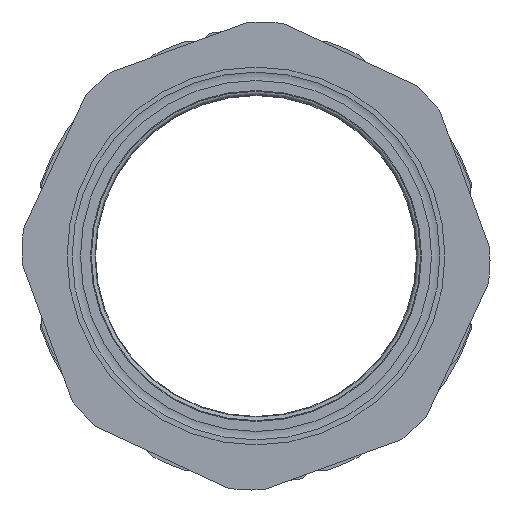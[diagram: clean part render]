
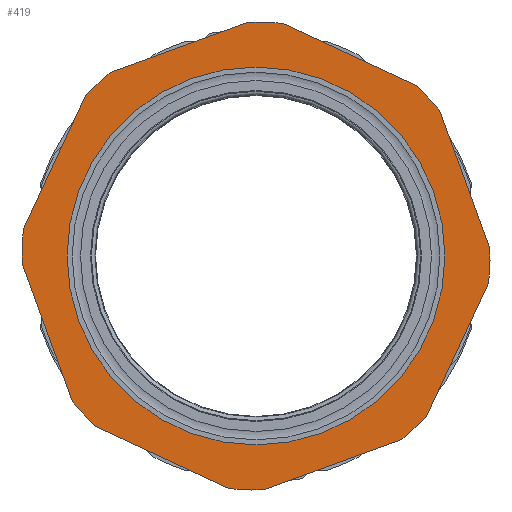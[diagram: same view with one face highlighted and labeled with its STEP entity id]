
A CAD part, front view. The second image highlights one B-rep face of the part: STEP entity #419.
In plain terms, the highlighted planar face has unit normal (0, -1, 0).
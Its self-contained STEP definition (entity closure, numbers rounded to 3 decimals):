
#419=ADVANCED_FACE('',(#1442,#1444),#1446,.T.);
#1442=FACE_BOUND('',#1443,.T.);
#1443=EDGE_LOOP('',(#2265,#2266,#2267,#2268,#2269,#2270,#2271,#2272,#2273,#2274,
#2275,#2276,#2277,#2278,#2279,#2280));
#1444=FACE_BOUND('',#1445,.T.);
#1445=EDGE_LOOP('',(#2281));
#1446=PLANE('',#1447);
#1447=AXIS2_PLACEMENT_3D('',#1448,#1449,#1450);
#1448=CARTESIAN_POINT('',(0.,-38.558,0.));
#1449=DIRECTION('',(0.,-1.,0.));
#1450=DIRECTION('',(-0.342,0.,0.94));
#2265=ORIENTED_EDGE('',*,*,#2744,.T.);
#2266=ORIENTED_EDGE('',*,*,#2719,.T.);
#2267=ORIENTED_EDGE('',*,*,#2745,.T.);
#2268=ORIENTED_EDGE('',*,*,#2741,.T.);
#2269=ORIENTED_EDGE('',*,*,#2746,.T.);
#2270=ORIENTED_EDGE('',*,*,#2737,.T.);
#2271=ORIENTED_EDGE('',*,*,#2747,.T.);
#2272=ORIENTED_EDGE('',*,*,#2733,.T.);
#2273=ORIENTED_EDGE('',*,*,#2748,.T.);
#2274=ORIENTED_EDGE('',*,*,#2729,.T.);
#2275=ORIENTED_EDGE('',*,*,#2749,.T.);
#2276=ORIENTED_EDGE('',*,*,#2725,.T.);
#2277=ORIENTED_EDGE('',*,*,#2750,.T.);
#2278=ORIENTED_EDGE('',*,*,#2721,.T.);
#2279=ORIENTED_EDGE('',*,*,#2751,.T.);
#2280=ORIENTED_EDGE('',*,*,#2713,.T.);
#2281=ORIENTED_EDGE('',*,*,#2752,.F.);
#2713=EDGE_CURVE('',#3024,#3022,#3025,.T.);
#2719=EDGE_CURVE('',#3029,#3034,#3036,.T.);
#2721=EDGE_CURVE('',#3040,#3038,#3041,.T.);
#2725=EDGE_CURVE('',#3048,#3046,#3049,.T.);
#2729=EDGE_CURVE('',#3056,#3054,#3057,.T.);
#2733=EDGE_CURVE('',#3064,#3062,#3065,.T.);
#2737=EDGE_CURVE('',#3072,#3070,#3073,.T.);
#2741=EDGE_CURVE('',#3080,#3078,#3081,.T.);
#2744=EDGE_CURVE('',#3022,#3029,#3085,.T.);
#2745=EDGE_CURVE('',#3034,#3080,#3086,.T.);
#2746=EDGE_CURVE('',#3078,#3072,#3087,.T.);
#2747=EDGE_CURVE('',#3070,#3064,#3088,.T.);
#2748=EDGE_CURVE('',#3062,#3056,#3089,.T.);
#2749=EDGE_CURVE('',#3054,#3048,#3090,.T.);
#2750=EDGE_CURVE('',#3046,#3040,#3091,.T.);
#2751=EDGE_CURVE('',#3038,#3024,#3092,.T.);
#2752=EDGE_CURVE('',#3093,#3093,#3094,.T.);
#3022=VERTEX_POINT('',#3629);
#3024=VERTEX_POINT('',#3633);
#3025=CIRCLE('',#3634,70.);
#3029=VERTEX_POINT('',#3646);
#3034=VERTEX_POINT('',#3656);
#3036=CIRCLE('',#3660,70.);
#3038=VERTEX_POINT('',#3665);
#3040=VERTEX_POINT('',#3669);
#3041=CIRCLE('',#3670,70.);
#3046=VERTEX_POINT('',#3683);
#3048=VERTEX_POINT('',#3687);
#3049=CIRCLE('',#3688,70.);
#3054=VERTEX_POINT('',#3701);
#3056=VERTEX_POINT('',#3705);
#3057=CIRCLE('',#3706,70.);
#3062=VERTEX_POINT('',#3719);
#3064=VERTEX_POINT('',#3723);
#3065=CIRCLE('',#3724,70.);
#3070=VERTEX_POINT('',#3737);
#3072=VERTEX_POINT('',#3741);
#3073=CIRCLE('',#3742,70.);
#3078=VERTEX_POINT('',#3755);
#3080=VERTEX_POINT('',#3759);
#3081=CIRCLE('',#3760,70.);
#3085=LINE('',#3772,#3773);
#3086=LINE('',#3775,#3776);
#3087=LINE('',#3778,#3779);
#3088=LINE('',#3781,#3782);
#3089=LINE('',#3784,#3785);
#3090=LINE('',#3787,#3788);
#3091=LINE('',#3790,#3791);
#3092=LINE('',#3793,#3794);
#3093=VERTEX_POINT('',#3796);
#3094=CIRCLE('',#3797,56.5);
#3629=CARTESIAN_POINT('',(-2.205,-38.558,69.965));
#3633=CARTESIAN_POINT('',(8.193,-38.558,69.519));
#3634=AXIS2_PLACEMENT_3D('',#3635,#3636,#3637);
#3635=CARTESIAN_POINT('',(0.,-38.558,0.));
#3636=DIRECTION('',(0.,-1.,0.));
#3637=DIRECTION('',(0.117,0.,0.993));
#3646=CARTESIAN_POINT('',(-43.284,-38.558,55.014));
#3656=CARTESIAN_POINT('',(-50.962,-38.558,47.988));
#3660=AXIS2_PLACEMENT_3D('',#3661,#3662,#3663);
#3661=CARTESIAN_POINT('',(0.,-38.558,0.));
#3662=DIRECTION('',(0.,-1.,0.));
#3663=DIRECTION('',(-0.618,0.,0.786));
#3665=CARTESIAN_POINT('',(47.988,-38.558,50.962));
#3669=CARTESIAN_POINT('',(55.014,-38.558,43.284));
#3670=AXIS2_PLACEMENT_3D('',#3671,#3672,#3673);
#3671=CARTESIAN_POINT('',(0.,-38.558,0.));
#3672=DIRECTION('',(0.,-1.,0.));
#3673=DIRECTION('',(0.786,0.,0.618));
#3683=CARTESIAN_POINT('',(69.965,-38.558,2.205));
#3687=CARTESIAN_POINT('',(69.519,-38.558,-8.193));
#3688=AXIS2_PLACEMENT_3D('',#3689,#3690,#3691);
#3689=CARTESIAN_POINT('',(0.,-38.558,0.));
#3690=DIRECTION('',(0.,-1.,0.));
#3691=DIRECTION('',(0.993,0.,-0.117));
#3701=CARTESIAN_POINT('',(50.962,-38.558,-47.988));
#3705=CARTESIAN_POINT('',(43.284,-38.558,-55.014));
#3706=AXIS2_PLACEMENT_3D('',#3707,#3708,#3709);
#3707=CARTESIAN_POINT('',(0.,-38.558,0.));
#3708=DIRECTION('',(0.,-1.,0.));
#3709=DIRECTION('',(0.618,0.,-0.786));
#3719=CARTESIAN_POINT('',(2.205,-38.558,-69.965));
#3723=CARTESIAN_POINT('',(-8.193,-38.558,-69.519));
#3724=AXIS2_PLACEMENT_3D('',#3725,#3726,#3727);
#3725=CARTESIAN_POINT('',(0.,-38.558,0.));
#3726=DIRECTION('',(0.,-1.,0.));
#3727=DIRECTION('',(-0.117,0.,-0.993));
#3737=CARTESIAN_POINT('',(-47.988,-38.558,-50.962));
#3741=CARTESIAN_POINT('',(-55.014,-38.558,-43.284));
#3742=AXIS2_PLACEMENT_3D('',#3743,#3744,#3745);
#3743=CARTESIAN_POINT('',(0.,-38.558,0.));
#3744=DIRECTION('',(0.,-1.,0.));
#3745=DIRECTION('',(-0.786,0.,-0.618));
#3755=CARTESIAN_POINT('',(-69.965,-38.558,-2.205));
#3759=CARTESIAN_POINT('',(-69.519,-38.558,8.193));
#3760=AXIS2_PLACEMENT_3D('',#3761,#3762,#3763);
#3761=CARTESIAN_POINT('',(0.,-38.558,0.));
#3762=DIRECTION('',(0.,-1.,0.));
#3763=DIRECTION('',(-0.993,0.,0.117));
#3772=CARTESIAN_POINT('',(-2.205,-38.558,69.965));
#3773=VECTOR('',#3774,1.);
#3774=DIRECTION('',(-0.94,0.,-0.342));
#3775=CARTESIAN_POINT('',(-50.962,-38.558,47.988));
#3776=VECTOR('',#3777,1.);
#3777=DIRECTION('',(-0.423,0.,-0.906));
#3778=CARTESIAN_POINT('',(-69.965,-38.558,-2.205));
#3779=VECTOR('',#3780,1.);
#3780=DIRECTION('',(0.342,0.,-0.94));
#3781=CARTESIAN_POINT('',(-47.988,-38.558,-50.962));
#3782=VECTOR('',#3783,1.);
#3783=DIRECTION('',(0.906,0.,-0.423));
#3784=CARTESIAN_POINT('',(2.205,-38.558,-69.965));
#3785=VECTOR('',#3786,1.);
#3786=DIRECTION('',(0.94,0.,0.342));
#3787=CARTESIAN_POINT('',(50.962,-38.558,-47.988));
#3788=VECTOR('',#3789,1.);
#3789=DIRECTION('',(0.423,0.,0.906));
#3790=CARTESIAN_POINT('',(69.965,-38.558,2.205));
#3791=VECTOR('',#3792,1.);
#3792=DIRECTION('',(-0.342,0.,0.94));
#3793=CARTESIAN_POINT('',(47.988,-38.558,50.962));
#3794=VECTOR('',#3795,1.);
#3795=DIRECTION('',(-0.906,0.,0.423));
#3796=CARTESIAN_POINT('',(-19.324,-38.558,53.093));
#3797=AXIS2_PLACEMENT_3D('',#3798,#3799,#3800);
#3798=CARTESIAN_POINT('',(0.,-38.558,0.));
#3799=DIRECTION('',(0.,-1.,0.));
#3800=DIRECTION('',(-0.342,0.,0.94));
